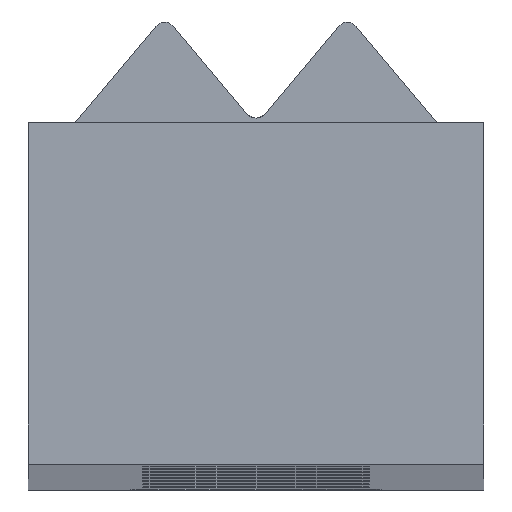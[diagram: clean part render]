
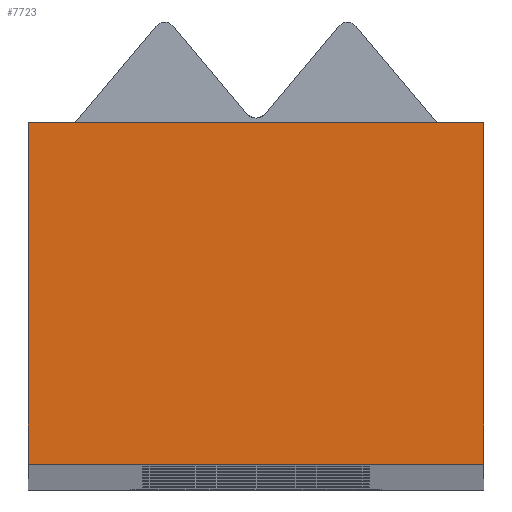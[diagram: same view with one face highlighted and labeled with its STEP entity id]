
A CAD part, top view. The second image highlights one B-rep face of the part: STEP entity #7723.
In plain terms, the highlighted planar face has unit normal (0, 0, 1).
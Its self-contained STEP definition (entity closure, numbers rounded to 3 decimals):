
#434 = CARTESIAN_POINT ( 'NONE',  ( 0., 0., 261. ) ) ;
#948 = CARTESIAN_POINT ( 'NONE',  ( 8., 6., 261. ) ) ;
#1065 = DIRECTION ( 'NONE',  ( -1., 0., 0. ) ) ;
#1299 = ORIENTED_EDGE ( 'NONE', *, *, #2039, .T. ) ;
#1528 = CARTESIAN_POINT ( 'NONE',  ( 8., 0., 261. ) ) ;
#2039 = EDGE_CURVE ( 'NONE', #5597, #8200, #6738, .T. ) ;
#2061 = CARTESIAN_POINT ( 'NONE',  ( 0., 6., 261. ) ) ;
#2141 = LINE ( 'NONE', #7623, #3248 ) ;
#2420 = EDGE_CURVE ( 'NONE', #2672, #4163, #2943, .T. ) ;
#2487 = EDGE_LOOP ( 'NONE', ( #1299, #5366, #5974, #2882 ) ) ;
#2670 = EDGE_CURVE ( 'NONE', #8200, #2672, #2141, .T. ) ;
#2672 = VERTEX_POINT ( 'NONE', #3833 ) ;
#2882 = ORIENTED_EDGE ( 'NONE', *, *, #4722, .T. ) ;
#2943 = LINE ( 'NONE', #1528, #7007 ) ;
#3120 = CARTESIAN_POINT ( 'NONE',  ( 0., 6., 261. ) ) ;
#3160 = CARTESIAN_POINT ( 'NONE',  ( 0., 0., 261. ) ) ;
#3248 = VECTOR ( 'NONE', #3896, 1000. ) ;
#3833 = CARTESIAN_POINT ( 'NONE',  ( 8., 0., 261. ) ) ;
#3896 = DIRECTION ( 'NONE',  ( 1., 0., 0. ) ) ;
#4163 = VERTEX_POINT ( 'NONE', #948 ) ;
#4545 = LINE ( 'NONE', #3120, #7915 ) ;
#4628 = AXIS2_PLACEMENT_3D ( 'NONE', #434, #7382, #1065 ) ;
#4722 = EDGE_CURVE ( 'NONE', #4163, #5597, #4545, .T. ) ;
#4789 = DIRECTION ( 'NONE',  ( 0., -1., 0. ) ) ;
#5097 = DIRECTION ( 'NONE',  ( -1., 0., 0. ) ) ;
#5366 = ORIENTED_EDGE ( 'NONE', *, *, #2670, .T. ) ;
#5520 = CARTESIAN_POINT ( 'NONE',  ( 0., 0., 261. ) ) ;
#5597 = VERTEX_POINT ( 'NONE', #2061 ) ;
#5950 = DIRECTION ( 'NONE',  ( 0., 1., 0. ) ) ;
#5974 = ORIENTED_EDGE ( 'NONE', *, *, #2420, .T. ) ;
#6125 = FACE_OUTER_BOUND ( 'NONE', #2487, .T. ) ;
#6635 = VECTOR ( 'NONE', #4789, 1000. ) ;
#6738 = LINE ( 'NONE', #5520, #6635 ) ;
#6814 = PLANE ( 'NONE',  #4628 ) ;
#7007 = VECTOR ( 'NONE', #5950, 1000. ) ;
#7382 = DIRECTION ( 'NONE',  ( 0., 0., -1. ) ) ;
#7623 = CARTESIAN_POINT ( 'NONE',  ( 0., 0., 261. ) ) ;
#7723 = ADVANCED_FACE ( 'NONE', ( #6125 ), #6814, .F. ) ;
#7915 = VECTOR ( 'NONE', #5097, 1000. ) ;
#8200 = VERTEX_POINT ( 'NONE', #3160 ) ;
